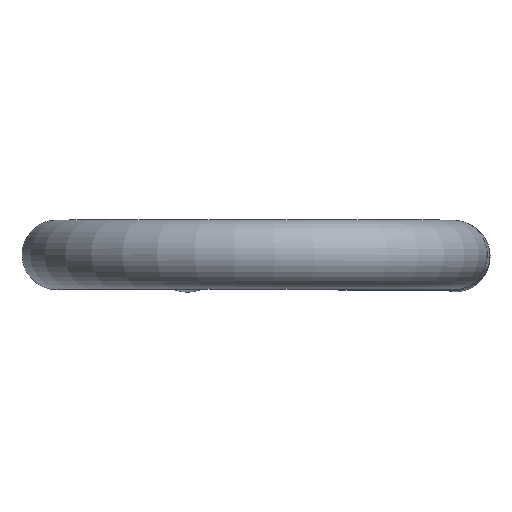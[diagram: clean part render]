
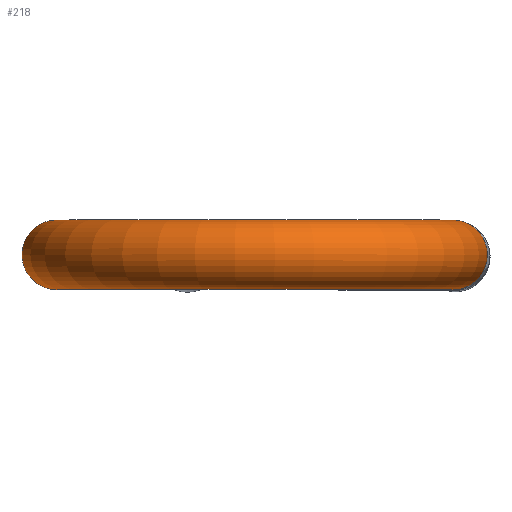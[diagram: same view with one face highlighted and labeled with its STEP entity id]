
A CAD part, top view. The second image highlights one B-rep face of the part: STEP entity #218.
In plain terms, the highlighted toroidal (fillet/blend) face has major radius 1 mm and minor radius 0.175 mm.
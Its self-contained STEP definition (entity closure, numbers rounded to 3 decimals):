
#153 = CYLINDRICAL_SURFACE('',#154,0.175);
#154 = AXIS2_PLACEMENT_3D('',#155,#156,#157);
#155 = CARTESIAN_POINT('',(-0.04,0.,
    6.704));
#156 = DIRECTION('',(-0.801,0.,0.599)
  );
#157 = DIRECTION('',(0.599,0.,0.801)
  );
#170 = VERTEX_POINT('',#171);
#171 = CARTESIAN_POINT('',(-0.155,0.,
    7.009));
#191 = EDGE_CURVE('',#170,#170,#192,.T.);
#192 = SURFACE_CURVE('',#193,(#198,#205),.PCURVE_S1.);
#193 = CIRCLE('',#194,0.175);
#194 = AXIS2_PLACEMENT_3D('',#195,#196,#197);
#195 = CARTESIAN_POINT('',(-0.26,0.,
    6.868));
#196 = DIRECTION('',(-0.801,0.,0.599)
  );
#197 = DIRECTION('',(0.599,0.,0.801)
  );
#198 = PCURVE('',#153,#199);
#199 = DEFINITIONAL_REPRESENTATION('',(#200),#204);
#200 = LINE('',#201,#202);
#201 = CARTESIAN_POINT('',(0.,0.275));
#202 = VECTOR('',#203,1.);
#203 = DIRECTION('',(1.,0.));
#204 = ( GEOMETRIC_REPRESENTATION_CONTEXT(2) 
PARAMETRIC_REPRESENTATION_CONTEXT() REPRESENTATION_CONTEXT('2D SPACE',''
  ) );
#205 = PCURVE('',#206,#211);
#206 = TOROIDAL_SURFACE('',#207,1.,0.175);
#207 = AXIS2_PLACEMENT_3D('',#208,#209,#210);
#208 = CARTESIAN_POINT('',(0.339,0.,
    7.669));
#209 = DIRECTION('',(0.,1.,0.));
#210 = DIRECTION('',(1.,0.,0.));
#211 = DEFINITIONAL_REPRESENTATION('',(#212),#215);
#212 = B_SPLINE_CURVE_WITH_KNOTS('',1,(#213,#214),.UNSPECIFIED.,.F.,.F.,
  (2,2),(0.,6.283),.PIECEWISE_BEZIER_KNOTS.);
#213 = CARTESIAN_POINT('',(2.213,9.425));
#214 = CARTESIAN_POINT('',(2.213,3.142));
#215 = ( GEOMETRIC_REPRESENTATION_CONTEXT(2) 
PARAMETRIC_REPRESENTATION_CONTEXT() REPRESENTATION_CONTEXT('2D SPACE',''
  ) );
#218 = ADVANCED_FACE('',(#219),#206,.T.);
#219 = FACE_BOUND('',#220,.T.);
#220 = EDGE_LOOP('',(#221,#244,#270,#271));
#221 = ORIENTED_EDGE('',*,*,#222,.T.);
#222 = EDGE_CURVE('',#170,#223,#225,.T.);
#223 = VERTEX_POINT('',#224);
#224 = CARTESIAN_POINT('',(0.833,0.,
    7.009));
#225 = SEAM_CURVE('',#226,(#231,#237),.PCURVE_S1.);
#226 = CIRCLE('',#227,0.825);
#227 = AXIS2_PLACEMENT_3D('',#228,#229,#230);
#228 = CARTESIAN_POINT('',(0.339,0.,
    7.669));
#229 = DIRECTION('',(0.,1.,0.));
#230 = DIRECTION('',(1.,0.,0.));
#231 = PCURVE('',#206,#232);
#232 = DEFINITIONAL_REPRESENTATION('',(#233),#236);
#233 = B_SPLINE_CURVE_WITH_KNOTS('',1,(#234,#235),.UNSPECIFIED.,.F.,.F.,
  (2,2),(2.213,7.212),.PIECEWISE_BEZIER_KNOTS.);
#234 = CARTESIAN_POINT('',(2.213,3.142));
#235 = CARTESIAN_POINT('',(7.212,3.142));
#236 = ( GEOMETRIC_REPRESENTATION_CONTEXT(2) 
PARAMETRIC_REPRESENTATION_CONTEXT() REPRESENTATION_CONTEXT('2D SPACE',''
  ) );
#237 = PCURVE('',#206,#238);
#238 = DEFINITIONAL_REPRESENTATION('',(#239),#243);
#239 = LINE('',#240,#241);
#240 = CARTESIAN_POINT('',(0.,9.425));
#241 = VECTOR('',#242,1.);
#242 = DIRECTION('',(1.,0.));
#243 = ( GEOMETRIC_REPRESENTATION_CONTEXT(2) 
PARAMETRIC_REPRESENTATION_CONTEXT() REPRESENTATION_CONTEXT('2D SPACE',''
  ) );
#244 = ORIENTED_EDGE('',*,*,#245,.T.);
#245 = EDGE_CURVE('',#223,#223,#246,.T.);
#246 = SURFACE_CURVE('',#247,(#252,#259),.PCURVE_S1.);
#247 = CIRCLE('',#248,0.175);
#248 = AXIS2_PLACEMENT_3D('',#249,#250,#251);
#249 = CARTESIAN_POINT('',(0.938,0.,
    6.868));
#250 = DIRECTION('',(0.801,0.,0.599)
  );
#251 = DIRECTION('',(0.599,0.,-0.801
    ));
#252 = PCURVE('',#206,#253);
#253 = DEFINITIONAL_REPRESENTATION('',(#254),#258);
#254 = LINE('',#255,#256);
#255 = CARTESIAN_POINT('',(7.212,0.));
#256 = VECTOR('',#257,1.);
#257 = DIRECTION('',(0.,1.));
#258 = ( GEOMETRIC_REPRESENTATION_CONTEXT(2) 
PARAMETRIC_REPRESENTATION_CONTEXT() REPRESENTATION_CONTEXT('2D SPACE',''
  ) );
#259 = PCURVE('',#260,#265);
#260 = CYLINDRICAL_SURFACE('',#261,0.175);
#261 = AXIS2_PLACEMENT_3D('',#262,#263,#264);
#262 = CARTESIAN_POINT('',(0.718,0.,
    6.704));
#263 = DIRECTION('',(-0.801,0.,
    -0.599));
#264 = DIRECTION('',(-0.599,0.,0.801)
  );
#265 = DEFINITIONAL_REPRESENTATION('',(#266),#269);
#266 = B_SPLINE_CURVE_WITH_KNOTS('',1,(#267,#268),.UNSPECIFIED.,.F.,.F.,
  (2,2),(3.142,9.425),.PIECEWISE_BEZIER_KNOTS.);
#267 = CARTESIAN_POINT('',(6.283,-0.275));
#268 = CARTESIAN_POINT('',(0.,-0.275));
#269 = ( GEOMETRIC_REPRESENTATION_CONTEXT(2) 
PARAMETRIC_REPRESENTATION_CONTEXT() REPRESENTATION_CONTEXT('2D SPACE',''
  ) );
#270 = ORIENTED_EDGE('',*,*,#222,.F.);
#271 = ORIENTED_EDGE('',*,*,#191,.T.);
